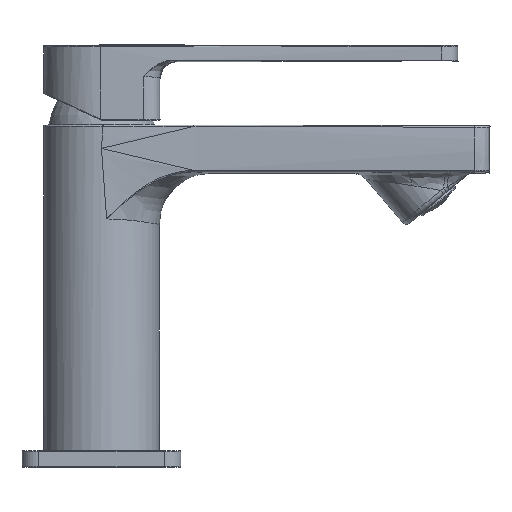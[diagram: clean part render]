
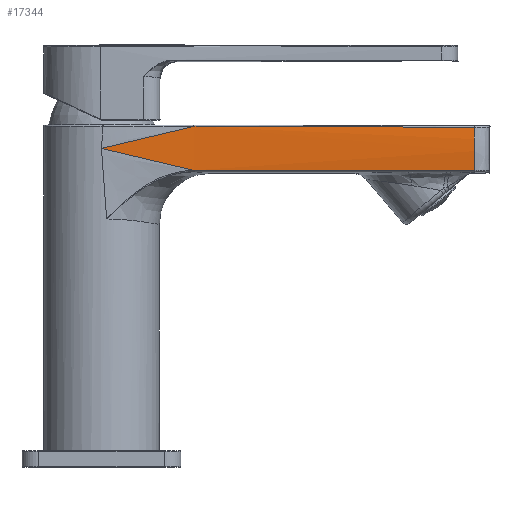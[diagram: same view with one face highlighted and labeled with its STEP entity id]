
A CAD part, front view. The second image highlights one B-rep face of the part: STEP entity #17344.
In plain terms, the highlighted cylindrical face has radius 56 mm (diameter 112 mm), a partial arc.
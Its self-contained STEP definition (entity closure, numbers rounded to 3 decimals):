
#559=B_SPLINE_CURVE_WITH_KNOTS('',3,(#25662,#25663,#25664,#25665),
 .UNSPECIFIED.,.F.,.F.,(4,4),(0.,0.029),
 .UNSPECIFIED.);
#564=B_SPLINE_CURVE_WITH_KNOTS('',3,(#25706,#25707,#25708,#25709),
 .UNSPECIFIED.,.F.,.F.,(4,4),(0.,0.029),
 .UNSPECIFIED.);
#565=B_SPLINE_CURVE_WITH_KNOTS('',3,(#25711,#25712,#25713,#25714),
 .UNSPECIFIED.,.F.,.F.,(4,4),(0.011,0.024),
 .UNSPECIFIED.);
#566=B_SPLINE_CURVE_WITH_KNOTS('',3,(#25717,#25718,#25719,#25720),
 .UNSPECIFIED.,.F.,.F.,(4,4),(0.,0.085),
 .UNSPECIFIED.);
#567=B_SPLINE_CURVE_WITH_KNOTS('',3,(#25721,#25722,#25723,#25724),
 .UNSPECIFIED.,.F.,.F.,(4,4),(0.,0.),.UNSPECIFIED.);
#1089=LINE('',#25726,#1605);
#1605=VECTOR('',#20510,1000.);
#3549=ORIENTED_EDGE('',*,*,#6650,.T.);
#3550=ORIENTED_EDGE('',*,*,#6651,.T.);
#3551=ORIENTED_EDGE('',*,*,#6644,.T.);
#3552=ORIENTED_EDGE('',*,*,#6649,.T.);
#3553=ORIENTED_EDGE('',*,*,#6652,.T.);
#3554=ORIENTED_EDGE('',*,*,#6653,.T.);
#6644=EDGE_CURVE('',#8267,#8268,#559,.F.);
#6649=EDGE_CURVE('',#8268,#8271,#564,.T.);
#6650=EDGE_CURVE('',#8272,#8273,#565,.T.);
#6651=EDGE_CURVE('',#8273,#8267,#566,.T.);
#6652=EDGE_CURVE('',#8271,#8274,#567,.T.);
#6653=EDGE_CURVE('',#8274,#8272,#1089,.F.);
#8267=VERTEX_POINT('',#25666);
#8268=VERTEX_POINT('',#25667);
#8271=VERTEX_POINT('',#25705);
#8272=VERTEX_POINT('',#25715);
#8273=VERTEX_POINT('',#25716);
#8274=VERTEX_POINT('',#25725);
#10027=EDGE_LOOP('',(#3549,#3550,#3551,#3552,#3553,#3554));
#11006=FACE_BOUND('',#10027,.T.);
#11690=CYLINDRICAL_SURFACE('',#18463,56.);
#17344=ADVANCED_FACE('',(#11006),#11690,.T.);
#18463=AXIS2_PLACEMENT_3D('',#25710,#20508,#20509);
#20508=DIRECTION('',(-1.,0.,0.));
#20509=DIRECTION('',(0.,0.,1.));
#20510=DIRECTION('',(-1.,0.,0.));
#25662=CARTESIAN_POINT('',(0.,-17.5,103.8));
#25663=CARTESIAN_POINT('',(9.329,-17.5,106.009));
#25664=CARTESIAN_POINT('',(18.658,-17.37,108.219));
#25665=CARTESIAN_POINT('',(27.98,-17.106,110.428));
#25666=CARTESIAN_POINT('',(27.98,-17.106,110.428));
#25667=CARTESIAN_POINT('',(0.,-17.5,103.8));
#25705=CARTESIAN_POINT('',(27.891,-17.109,97.193));
#25706=CARTESIAN_POINT('',(0.,-17.5,103.8));
#25707=CARTESIAN_POINT('',(9.298,-17.5,101.598));
#25708=CARTESIAN_POINT('',(18.598,-17.371,99.396));
#25709=CARTESIAN_POINT('',(27.891,-17.109,97.193));
#25710=CARTESIAN_POINT('',(-62.89,38.5,103.8));
#25711=CARTESIAN_POINT('',(112.75,-17.109,97.193));
#25712=CARTESIAN_POINT('',(112.731,-17.62,101.497));
#25713=CARTESIAN_POINT('',(112.731,-17.627,105.924));
#25714=CARTESIAN_POINT('',(112.749,-17.13,110.224));
#25715=CARTESIAN_POINT('',(112.75,-17.109,97.193));
#25716=CARTESIAN_POINT('',(112.749,-17.13,110.224));
#25717=CARTESIAN_POINT('',(112.749,-17.13,110.224));
#25718=CARTESIAN_POINT('',(84.493,-17.115,110.357));
#25719=CARTESIAN_POINT('',(56.237,-17.107,110.425));
#25720=CARTESIAN_POINT('',(27.98,-17.106,110.428));
#25721=CARTESIAN_POINT('',(27.891,-17.109,97.193));
#25722=CARTESIAN_POINT('',(27.924,-17.109,97.193));
#25723=CARTESIAN_POINT('',(27.956,-17.109,97.193));
#25724=CARTESIAN_POINT('',(27.989,-17.109,97.193));
#25725=CARTESIAN_POINT('',(27.989,-17.109,97.193));
#25726=CARTESIAN_POINT('',(27.989,-17.109,97.193));
